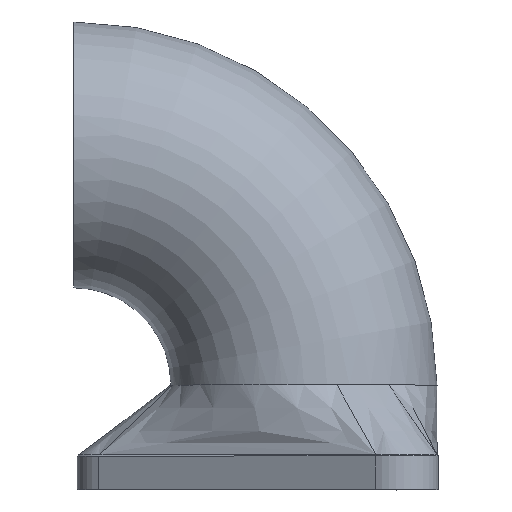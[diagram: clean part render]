
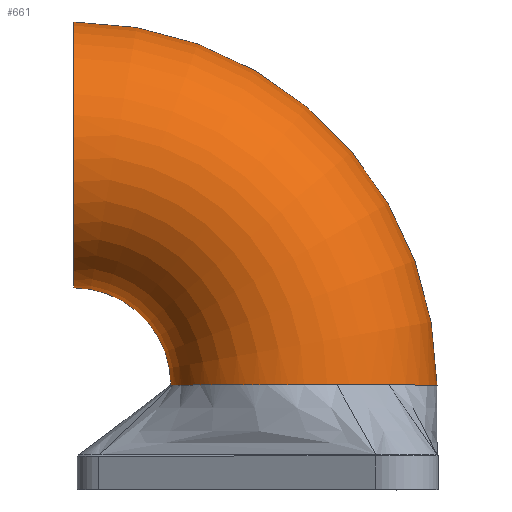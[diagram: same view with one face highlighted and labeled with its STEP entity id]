
A CAD part, top view. The second image highlights one B-rep face of the part: STEP entity #661.
In plain terms, the highlighted toroidal (fillet/blend) face has major radius 42 mm and minor radius 24.254 mm.
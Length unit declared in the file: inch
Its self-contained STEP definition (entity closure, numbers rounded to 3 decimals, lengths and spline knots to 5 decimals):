
#27=TOROIDAL_SURFACE('',#742,1.65354,0.95488);
#87=FACE_OUTER_BOUND('',#129,.T.);
#129=EDGE_LOOP('',(#542,#543,#544,#545,#546,#547,#548));
#264=CIRCLE('',#743,0.95488);
#265=CIRCLE('',#744,0.95488);
#266=CIRCLE('',#745,0.69866);
#267=CIRCLE('',#746,0.95488);
#268=CIRCLE('',#747,0.95488);
#269=CIRCLE('',#748,0.95488);
#326=VERTEX_POINT('',#1586);
#327=VERTEX_POINT('',#1587);
#328=VERTEX_POINT('',#1590);
#329=VERTEX_POINT('',#1592);
#330=VERTEX_POINT('',#1594);
#407=EDGE_CURVE('',#326,#327,#264,.T.);
#408=EDGE_CURVE('',#327,#326,#265,.T.);
#409=EDGE_CURVE('',#327,#328,#266,.T.);
#410=EDGE_CURVE('',#328,#329,#267,.T.);
#411=EDGE_CURVE('',#330,#329,#268,.T.);
#412=EDGE_CURVE('',#330,#328,#269,.T.);
#542=ORIENTED_EDGE('',*,*,#407,.F.);
#543=ORIENTED_EDGE('',*,*,#408,.F.);
#544=ORIENTED_EDGE('',*,*,#409,.T.);
#545=ORIENTED_EDGE('',*,*,#410,.T.);
#546=ORIENTED_EDGE('',*,*,#411,.F.);
#547=ORIENTED_EDGE('',*,*,#412,.T.);
#548=ORIENTED_EDGE('',*,*,#409,.F.);
#661=ADVANCED_FACE('',(#87),#27,.T.);
#742=AXIS2_PLACEMENT_3D('',#1585,#882,#883);
#743=AXIS2_PLACEMENT_3D('',#1588,#884,#885);
#744=AXIS2_PLACEMENT_3D('',#1589,#886,#887);
#745=AXIS2_PLACEMENT_3D('',#1591,#888,#889);
#746=AXIS2_PLACEMENT_3D('',#1593,#890,#891);
#747=AXIS2_PLACEMENT_3D('',#1595,#892,#893);
#748=AXIS2_PLACEMENT_3D('',#1596,#894,#895);
#882=DIRECTION('center_axis',(0.,0.,1.));
#883=DIRECTION('ref_axis',(1.,0.,0.));
#884=DIRECTION('center_axis',(-1.,0.,0.));
#885=DIRECTION('ref_axis',(0.,0.716,-0.699));
#886=DIRECTION('center_axis',(-1.,0.,0.));
#887=DIRECTION('ref_axis',(0.,0.716,-0.699));
#888=DIRECTION('center_axis',(0.,0.,-1.));
#889=DIRECTION('ref_axis',(1.,0.,0.));
#890=DIRECTION('center_axis',(0.,1.,0.));
#891=DIRECTION('ref_axis',(0.716,0.,-0.699));
#892=DIRECTION('center_axis',(0.,-1.,0.));
#893=DIRECTION('ref_axis',(1.,0.,0.));
#894=DIRECTION('center_axis',(0.,1.,0.));
#895=DIRECTION('ref_axis',(0.716,0.,-0.699));
#1585=CARTESIAN_POINT('Origin',(-1.65366,6.03937,0.));
#1586=CARTESIAN_POINT('',(-1.65366,8.37614,-0.66708));
#1587=CARTESIAN_POINT('',(-1.65366,6.73803,0.));
#1588=CARTESIAN_POINT('Origin',(-1.65366,7.69291,0.));
#1589=CARTESIAN_POINT('Origin',(-1.65366,7.69291,0.));
#1590=CARTESIAN_POINT('',(-0.955,6.03937,0.));
#1591=CARTESIAN_POINT('Origin',(-1.65366,6.03937,0.));
#1592=CARTESIAN_POINT('',(-0.00006,6.03937,0.95488));
#1593=CARTESIAN_POINT('Origin',(-0.00012,6.03937,
0.));
#1594=CARTESIAN_POINT('',(-0.00006,6.03937,-0.95488));
#1595=CARTESIAN_POINT('Origin',(-0.00012,6.03937,
0.));
#1596=CARTESIAN_POINT('Origin',(-0.00012,6.03937,
0.));
